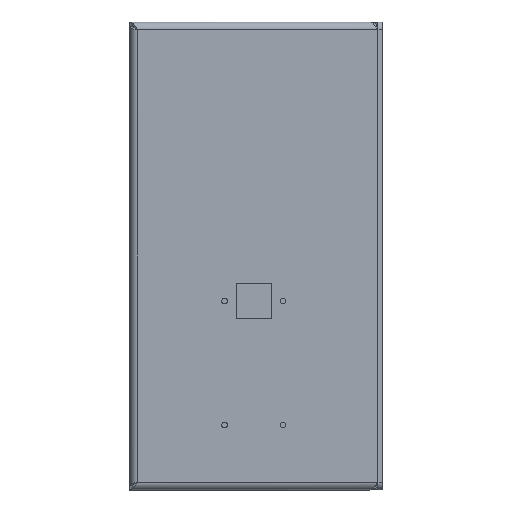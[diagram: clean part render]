
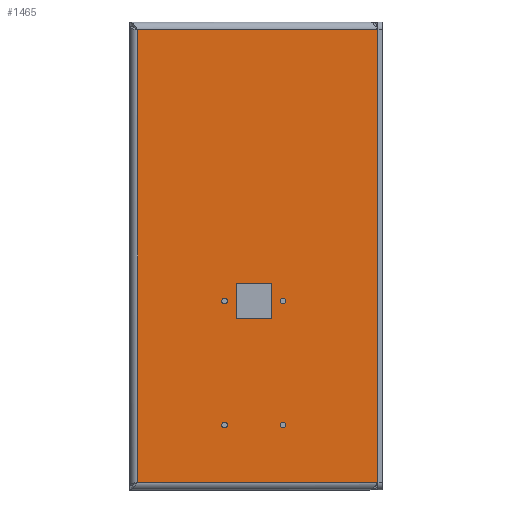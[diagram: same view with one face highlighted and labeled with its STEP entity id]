
A CAD part, front view. The second image highlights one B-rep face of the part: STEP entity #1465.
In plain terms, the highlighted planar face has unit normal (0, -1, 0).
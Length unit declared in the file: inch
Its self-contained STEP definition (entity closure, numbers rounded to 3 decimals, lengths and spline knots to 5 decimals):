
#66 = EDGE_CURVE ( 'NONE', #541, #541, #6891, .T. ) ;
#270 = LINE ( 'NONE', #3622, #4082 ) ;
#273 = DIRECTION ( 'NONE',  ( 0., 0., -1. ) ) ;
#319 = CIRCLE ( 'NONE', #6466, 0.0315 ) ;
#351 = VERTEX_POINT ( 'NONE', #8320 ) ;
#485 = CARTESIAN_POINT ( 'NONE',  ( 0.96924, -0.048, 0.3846 ) ) ;
#541 = VERTEX_POINT ( 'NONE', #4617 ) ;
#545 = AXIS2_PLACEMENT_3D ( 'NONE', #10068, #6768, #4243 ) ;
#636 = LINE ( 'NONE', #6301, #4035 ) ;
#642 = ORIENTED_EDGE ( 'NONE', *, *, #6254, .T. ) ;
#765 = DIRECTION ( 'NONE',  ( 0., 0., -1. ) ) ;
#907 = LINE ( 'NONE', #1789, #3894 ) ;
#1129 = DIRECTION ( 'NONE',  ( 1., 0., 0. ) ) ;
#1138 = EDGE_LOOP ( 'NONE', ( #4666 ) ) ;
#1286 = DIRECTION ( 'NONE',  ( -1., 0., 0. ) ) ;
#1321 = VERTEX_POINT ( 'NONE', #485 ) ;
#1465 = ADVANCED_FACE ( 'NONE', ( #7275, #10511, #6287, #2342, #3813, #8043 ), #7160, .F. ) ;
#1638 = VERTEX_POINT ( 'NONE', #1889 ) ;
#1789 = CARTESIAN_POINT ( 'NONE',  ( 1.09719, -0.048, 0.61295 ) ) ;
#1889 = CARTESIAN_POINT ( 'NONE',  ( 1.09719, -0.048, 0.61295 ) ) ;
#2064 = EDGE_CURVE ( 'NONE', #3840, #3840, #3033, .T. ) ;
#2313 = EDGE_LOOP ( 'NONE', ( #4399, #10071, #3581, #4951 ) ) ;
#2342 = FACE_BOUND ( 'NONE', #9486, .T. ) ;
#2620 = ORIENTED_EDGE ( 'NONE', *, *, #3787, .F. ) ;
#2803 = DIRECTION ( 'NONE',  ( 0., 0., -1. ) ) ;
#2849 = VECTOR ( 'NONE', #6663, 39.37008 ) ;
#2997 = DIRECTION ( 'NONE',  ( 0., 0., 1. ) ) ;
#3033 = CIRCLE ( 'NONE', #4429, 0.0315 ) ;
#3487 = DIRECTION ( 'NONE',  ( 0., 0., -1. ) ) ;
#3581 = ORIENTED_EDGE ( 'NONE', *, *, #6967, .T. ) ;
#3622 = CARTESIAN_POINT ( 'NONE',  ( 2.67199, -0.048, -1.68269 ) ) ;
#3701 = CARTESIAN_POINT ( 'NONE',  ( 0.96924, -0.048, -0.96186 ) ) ;
#3707 = AXIS2_PLACEMENT_3D ( 'NONE', #3978, #9640, #2997 ) ;
#3787 = EDGE_CURVE ( 'NONE', #8789, #8789, #319, .T. ) ;
#3813 = FACE_BOUND ( 'NONE', #2313, .T. ) ;
#3823 = DIRECTION ( 'NONE',  ( 1., 0., 0. ) ) ;
#3840 = VERTEX_POINT ( 'NONE', #10539 ) ;
#3894 = VECTOR ( 'NONE', #1129, 39.37008 ) ;
#3978 = CARTESIAN_POINT ( 'NONE',  ( 0., -0.048, 0. ) ) ;
#4035 = VECTOR ( 'NONE', #3823, 39.37008 ) ;
#4082 = VECTOR ( 'NONE', #2803, 39.37008 ) ;
#4243 = DIRECTION ( 'NONE',  ( 0., 0., -1. ) ) ;
#4399 = ORIENTED_EDGE ( 'NONE', *, *, #5469, .T. ) ;
#4429 = AXIS2_PLACEMENT_3D ( 'NONE', #6869, #8632, #273 ) ;
#4443 = AXIS2_PLACEMENT_3D ( 'NONE', #3701, #10412, #3487 ) ;
#4476 = ORIENTED_EDGE ( 'NONE', *, *, #7760, .F. ) ;
#4597 = CARTESIAN_POINT ( 'NONE',  ( 2.67199, -0.048, -1.59469 ) ) ;
#4617 = CARTESIAN_POINT ( 'NONE',  ( 0.96924, -0.048, -0.99335 ) ) ;
#4666 = ORIENTED_EDGE ( 'NONE', *, *, #66, .F. ) ;
#4676 = EDGE_CURVE ( 'NONE', #1321, #1321, #9686, .T. ) ;
#4794 = CARTESIAN_POINT ( 'NONE',  ( 1.49089, -0.048, 0.61295 ) ) ;
#4951 = ORIENTED_EDGE ( 'NONE', *, *, #9285, .T. ) ;
#4970 = VERTEX_POINT ( 'NONE', #7417 ) ;
#5083 = CARTESIAN_POINT ( 'NONE',  ( 1.09719, -0.048, 0.21924 ) ) ;
#5174 = CARTESIAN_POINT ( 'NONE',  ( 0., -0.048, 3.42773 ) ) ;
#5203 = VERTEX_POINT ( 'NONE', #6353 ) ;
#5381 = CARTESIAN_POINT ( 'NONE',  ( 1.61884, -0.048, 0.3846 ) ) ;
#5410 = ORIENTED_EDGE ( 'NONE', *, *, #8457, .T. ) ;
#5469 = EDGE_CURVE ( 'NONE', #8685, #1638, #5961, .T. ) ;
#5493 = EDGE_CURVE ( 'NONE', #1638, #7501, #907, .T. ) ;
#5684 = CARTESIAN_POINT ( 'NONE',  ( 0.00409, -0.048, -1.54669 ) ) ;
#5735 = EDGE_LOOP ( 'NONE', ( #2620 ) ) ;
#5961 = LINE ( 'NONE', #5083, #9170 ) ;
#6254 = EDGE_CURVE ( 'NONE', #351, #4970, #10106, .T. ) ;
#6287 = FACE_BOUND ( 'NONE', #5735, .T. ) ;
#6301 = CARTESIAN_POINT ( 'NONE',  ( 0., -0.048, -1.59469 ) ) ;
#6353 = CARTESIAN_POINT ( 'NONE',  ( 0.00409, -0.048, -1.59469 ) ) ;
#6466 = AXIS2_PLACEMENT_3D ( 'NONE', #8283, #10690, #765 ) ;
#6609 = CARTESIAN_POINT ( 'NONE',  ( 1.49089, -0.048, 0.21924 ) ) ;
#6649 = EDGE_LOOP ( 'NONE', ( #4476, #5410, #7129, #642 ) ) ;
#6660 = LINE ( 'NONE', #5684, #7730 ) ;
#6663 = DIRECTION ( 'NONE',  ( 0., 0., -1. ) ) ;
#6768 = DIRECTION ( 'NONE',  ( 0., -1., 0. ) ) ;
#6869 = CARTESIAN_POINT ( 'NONE',  ( 1.61884, -0.048, -0.96186 ) ) ;
#6891 = CIRCLE ( 'NONE', #4443, 0.0315 ) ;
#6967 = EDGE_CURVE ( 'NONE', #7501, #7091, #9205, .T. ) ;
#7091 = VERTEX_POINT ( 'NONE', #6609 ) ;
#7129 = ORIENTED_EDGE ( 'NONE', *, *, #10848, .F. ) ;
#7160 = PLANE ( 'NONE',  #3707 ) ;
#7275 = FACE_BOUND ( 'NONE', #8139, .T. ) ;
#7337 = ORIENTED_EDGE ( 'NONE', *, *, #4676, .F. ) ;
#7417 = CARTESIAN_POINT ( 'NONE',  ( 0.00409, -0.048, 3.42773 ) ) ;
#7501 = VERTEX_POINT ( 'NONE', #4794 ) ;
#7730 = VECTOR ( 'NONE', #9801, 39.37008 ) ;
#7760 = EDGE_CURVE ( 'NONE', #5203, #4970, #6660, .T. ) ;
#8043 = FACE_OUTER_BOUND ( 'NONE', #6649, .T. ) ;
#8139 = EDGE_LOOP ( 'NONE', ( #9820 ) ) ;
#8283 = CARTESIAN_POINT ( 'NONE',  ( 1.61884, -0.048, 0.4161 ) ) ;
#8320 = CARTESIAN_POINT ( 'NONE',  ( 2.67199, -0.048, 3.42773 ) ) ;
#8331 = CARTESIAN_POINT ( 'NONE',  ( 1.09719, -0.048, 0.21924 ) ) ;
#8457 = EDGE_CURVE ( 'NONE', #5203, #8531, #636, .T. ) ;
#8531 = VERTEX_POINT ( 'NONE', #4597 ) ;
#8632 = DIRECTION ( 'NONE',  ( 0., -1., 0. ) ) ;
#8685 = VERTEX_POINT ( 'NONE', #8331 ) ;
#8789 = VERTEX_POINT ( 'NONE', #5381 ) ;
#8803 = LINE ( 'NONE', #9572, #10359 ) ;
#9170 = VECTOR ( 'NONE', #9466, 39.37008 ) ;
#9205 = LINE ( 'NONE', #10829, #2849 ) ;
#9285 = EDGE_CURVE ( 'NONE', #7091, #8685, #8803, .T. ) ;
#9466 = DIRECTION ( 'NONE',  ( 0., 0., 1. ) ) ;
#9486 = EDGE_LOOP ( 'NONE', ( #7337 ) ) ;
#9532 = VECTOR ( 'NONE', #10156, 39.37008 ) ;
#9572 = CARTESIAN_POINT ( 'NONE',  ( 1.09719, -0.048, 0.21924 ) ) ;
#9640 = DIRECTION ( 'NONE',  ( 0., 1., 0. ) ) ;
#9686 = CIRCLE ( 'NONE', #545, 0.0315 ) ;
#9801 = DIRECTION ( 'NONE',  ( 0., 0., 1. ) ) ;
#9820 = ORIENTED_EDGE ( 'NONE', *, *, #2064, .F. ) ;
#10068 = CARTESIAN_POINT ( 'NONE',  ( 0.96924, -0.048, 0.4161 ) ) ;
#10071 = ORIENTED_EDGE ( 'NONE', *, *, #5493, .T. ) ;
#10106 = LINE ( 'NONE', #5174, #9532 ) ;
#10156 = DIRECTION ( 'NONE',  ( -1., 0., 0. ) ) ;
#10359 = VECTOR ( 'NONE', #1286, 39.37008 ) ;
#10412 = DIRECTION ( 'NONE',  ( 0., -1., 0. ) ) ;
#10511 = FACE_BOUND ( 'NONE', #1138, .T. ) ;
#10539 = CARTESIAN_POINT ( 'NONE',  ( 1.61884, -0.048, -0.99335 ) ) ;
#10690 = DIRECTION ( 'NONE',  ( 0., -1., 0. ) ) ;
#10829 = CARTESIAN_POINT ( 'NONE',  ( 1.49089, -0.048, 0.21924 ) ) ;
#10848 = EDGE_CURVE ( 'NONE', #351, #8531, #270, .T. ) ;
